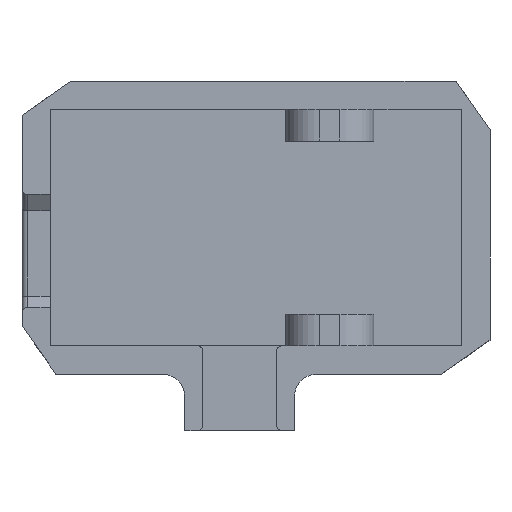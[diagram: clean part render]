
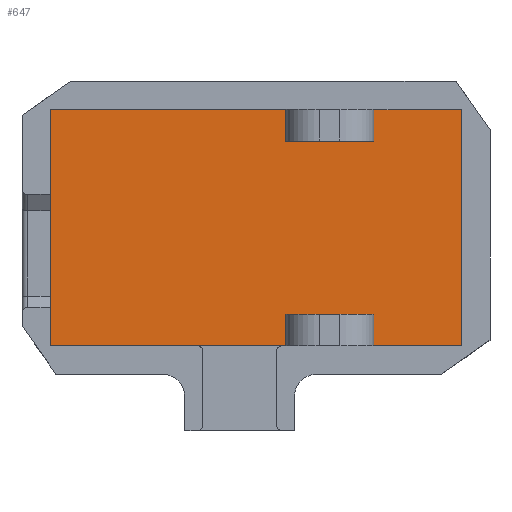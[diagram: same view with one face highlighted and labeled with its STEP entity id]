
A CAD part, top view. The second image highlights one B-rep face of the part: STEP entity #647.
In plain terms, the highlighted planar face has unit normal (0, 0, 1).
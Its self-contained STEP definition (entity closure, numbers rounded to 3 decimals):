
#49 = CARTESIAN_POINT ( 'NONE',  ( -18.2, 10.45, 2. ) ) ;
#61 = ORIENTED_EDGE ( 'NONE', *, *, #3126, .T. ) ;
#120 = DIRECTION ( 'NONE',  ( -1., 0., 0. ) ) ;
#477 = LINE ( 'NONE', #2314, #9412 ) ;
#522 = VERTEX_POINT ( 'NONE', #2622 ) ;
#647 = ADVANCED_FACE ( 'NONE', ( #696 ), #1616, .T. ) ;
#696 = FACE_OUTER_BOUND ( 'NONE', #6019, .T. ) ;
#736 = CARTESIAN_POINT ( 'NONE',  ( 0., 0., 2. ) ) ;
#1003 = EDGE_CURVE ( 'NONE', #7893, #3564, #4765, .T. ) ;
#1616 = PLANE ( 'NONE',  #2337 ) ;
#2314 = CARTESIAN_POINT ( 'NONE',  ( -18.2, 10.45, 2. ) ) ;
#2337 = AXIS2_PLACEMENT_3D ( 'NONE', #736, #8976, #8276 ) ;
#2622 = CARTESIAN_POINT ( 'NONE',  ( -18.2, -10.45, 2. ) ) ;
#3126 = EDGE_CURVE ( 'NONE', #3564, #7786, #9536, .T. ) ;
#3265 = VECTOR ( 'NONE', #7598, 1000. ) ;
#3471 = LINE ( 'NONE', #7534, #5588 ) ;
#3564 = VERTEX_POINT ( 'NONE', #8413 ) ;
#3802 = DIRECTION ( 'NONE',  ( 1., 0., 0. ) ) ;
#4552 = DIRECTION ( 'NONE',  ( 0., -1., 0. ) ) ;
#4756 = EDGE_CURVE ( 'NONE', #7786, #522, #477, .T. ) ;
#4765 = LINE ( 'NONE', #8340, #3265 ) ;
#5158 = VECTOR ( 'NONE', #120, 1000. ) ;
#5588 = VECTOR ( 'NONE', #3802, 1000. ) ;
#6019 = EDGE_LOOP ( 'NONE', ( #6074, #61, #9611, #6884 ) ) ;
#6074 = ORIENTED_EDGE ( 'NONE', *, *, #1003, .T. ) ;
#6884 = ORIENTED_EDGE ( 'NONE', *, *, #8293, .T. ) ;
#7534 = CARTESIAN_POINT ( 'NONE',  ( -18.2, -10.45, 2. ) ) ;
#7598 = DIRECTION ( 'NONE',  ( 0., 1., 0. ) ) ;
#7786 = VERTEX_POINT ( 'NONE', #9597 ) ;
#7893 = VERTEX_POINT ( 'NONE', #8474 ) ;
#8276 = DIRECTION ( 'NONE',  ( 1., 0., 0. ) ) ;
#8293 = EDGE_CURVE ( 'NONE', #522, #7893, #3471, .T. ) ;
#8340 = CARTESIAN_POINT ( 'NONE',  ( 18.2, 10.45, 2. ) ) ;
#8413 = CARTESIAN_POINT ( 'NONE',  ( 18.2, 10.45, 2. ) ) ;
#8474 = CARTESIAN_POINT ( 'NONE',  ( 18.2, -10.45, 2. ) ) ;
#8976 = DIRECTION ( 'NONE',  ( 0., 0., 1. ) ) ;
#9412 = VECTOR ( 'NONE', #4552, 1000. ) ;
#9536 = LINE ( 'NONE', #49, #5158 ) ;
#9597 = CARTESIAN_POINT ( 'NONE',  ( -18.2, 10.45, 2. ) ) ;
#9611 = ORIENTED_EDGE ( 'NONE', *, *, #4756, .T. ) ;
